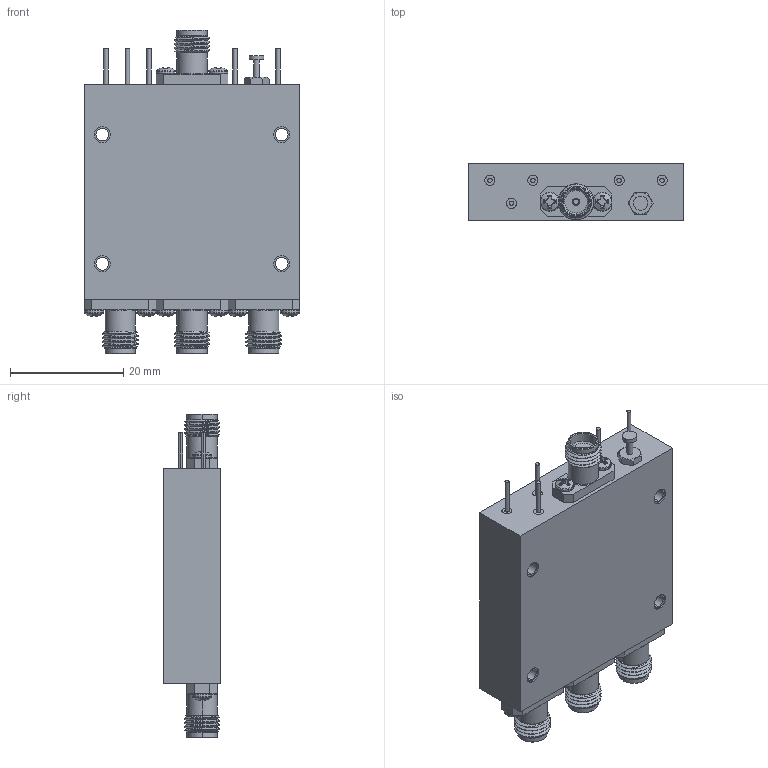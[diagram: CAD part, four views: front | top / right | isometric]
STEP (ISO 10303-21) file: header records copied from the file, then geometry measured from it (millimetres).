
FILE_DESCRIPTION (( 'STEP AP214' ), '1' );
FILE_NAME ('PE71S6274.STEP', '2018-02-05T16:34:44', ( '' ), ( '' ), 'SwSTEP 2.0', 'SolidWorks 2017', '' );
FILE_SCHEMA (( 'AUTOMOTIVE_DESIGN' ));
Length unit declared in the file: inch
Products named in the file (1): PE71S6274
Bounding box: 38.1 x 10.16 x 57.25 mm (x, y, z)
Volume: 15679.3 mm3; surface area: 7167.9 mm2
Topology: 19 solids, 19 shells, 2178 faces, 5817 edges, 3847 vertices
Faces by surface type: plane 1165, bspline 474, cylinder 436, cone 103
Entity records: 129484 total; most frequent: CARTESIAN_POINT 51053, ORIENTED_EDGE 11602, DIRECTION 8388, EDGE_CURVE 5801, VERTEX_POINT 3847, VECTOR 3528, LINE 3528, AXIS2_PLACEMENT_3D 2430
